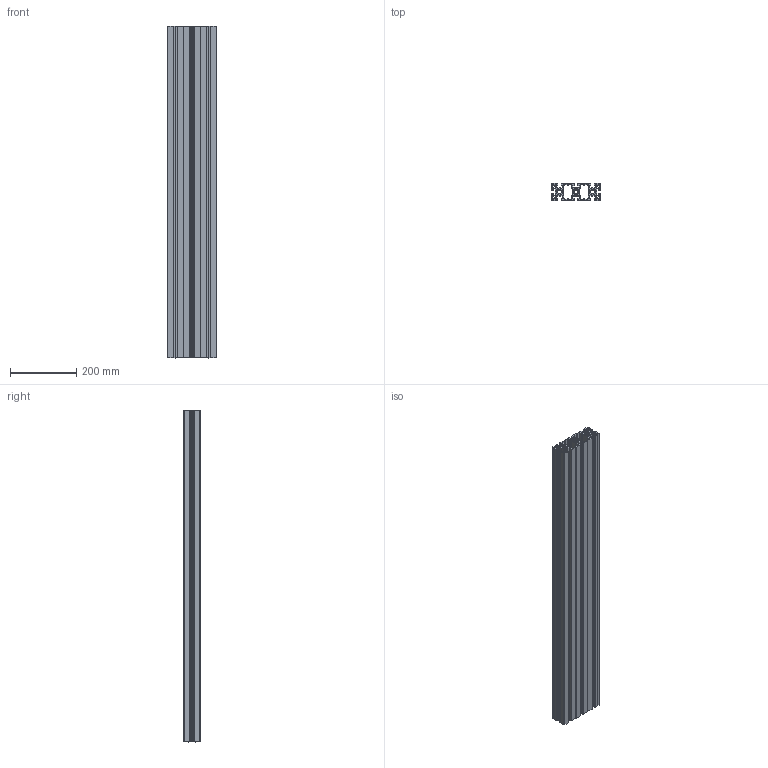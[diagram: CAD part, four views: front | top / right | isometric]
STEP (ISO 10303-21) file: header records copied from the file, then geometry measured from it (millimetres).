
FILE_DESCRIPTION (( 'STEP AP214' ), '1' );
FILE_NAME ('6515 Êîíñòðóêöèîííûé ïðîôèëü 50õ150.STEP', '2019-11-13T07:18:19', ( 'Windows User' ), ( '' ), 'SwSTEP 2.0', 'SolidWorks 2019', '' );
FILE_SCHEMA (( 'AUTOMOTIVE_DESIGN' ));
Length unit declared in the file: millimetre
Products named in the file (1): 6515 Êîíñòðóêöèîííûé ïðîôèëü 50õ150
Bounding box: 150 x 50 x 1000 mm (x, y, z)
Volume: 2542810 mm3; surface area: 1642027.6 mm2
Topology: 1 solids, 1 shells, 730 faces, 2184 edges, 1456 vertices
Faces by surface type: plane 382, cylinder 348
Entity records: 24814 total; most frequent: CARTESIAN_POINT 4371, ORIENTED_EDGE 4368, DIRECTION 4342, EDGE_CURVE 2184, VECTOR 1488, LINE 1488, VERTEX_POINT 1456, AXIS2_PLACEMENT_3D 1427
